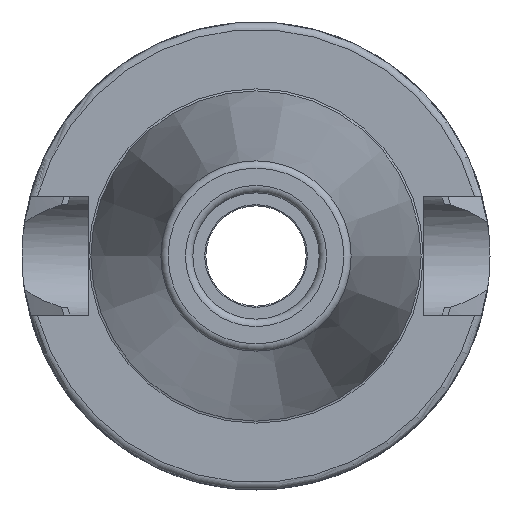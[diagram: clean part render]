
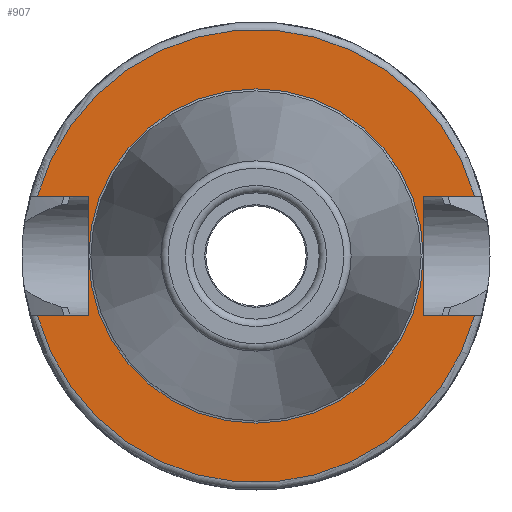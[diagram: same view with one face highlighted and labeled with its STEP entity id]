
A CAD part, left-side view. The second image highlights one B-rep face of the part: STEP entity #907.
In plain terms, the highlighted planar face has unit normal (-1, 0, 0).
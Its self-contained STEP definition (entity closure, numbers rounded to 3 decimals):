
#64=LINE('',#1596,#110);
#68=LINE('',#1604,#114);
#71=LINE('',#1624,#117);
#82=LINE('',#1724,#128);
#85=LINE('',#1745,#131);
#87=LINE('',#1748,#133);
#110=VECTOR('',#1177,10.);
#114=VECTOR('',#1183,10.);
#117=VECTOR('',#1188,10.);
#128=VECTOR('',#1243,10.);
#131=VECTOR('',#1248,10.);
#133=VECTOR('',#1252,10.);
#163=FACE_BOUND('',#286,.T.);
#179=PLANE('',#1035);
#224=FACE_OUTER_BOUND('',#285,.T.);
#285=EDGE_LOOP('',(#795,#796,#797,#798,#799,#800,#801,#802));
#286=EDGE_LOOP('',(#803));
#340=CIRCLE('',#1012,30.5);
#352=CIRCLE('',#1034,22.5);
#353=CIRCLE('',#1036,30.5);
#409=VERTEX_POINT('',#1584);
#410=VERTEX_POINT('',#1595);
#412=VERTEX_POINT('',#1601);
#413=VERTEX_POINT('',#1603);
#428=VERTEX_POINT('',#1684);
#435=VERTEX_POINT('',#1721);
#436=VERTEX_POINT('',#1723);
#440=VERTEX_POINT('',#1744);
#448=VERTEX_POINT('',#1774);
#511=EDGE_CURVE('',#410,#409,#64,.T.);
#515=EDGE_CURVE('',#413,#412,#68,.T.);
#520=EDGE_CURVE('',#412,#410,#71,.T.);
#540=EDGE_CURVE('',#413,#428,#340,.T.);
#550=EDGE_CURVE('',#436,#435,#82,.T.);
#555=EDGE_CURVE('',#440,#428,#85,.T.);
#557=EDGE_CURVE('',#435,#440,#87,.T.);
#571=EDGE_CURVE('',#448,#448,#352,.T.);
#572=EDGE_CURVE('',#436,#409,#353,.T.);
#795=ORIENTED_EDGE('',*,*,#511,.T.);
#796=ORIENTED_EDGE('',*,*,#572,.F.);
#797=ORIENTED_EDGE('',*,*,#550,.T.);
#798=ORIENTED_EDGE('',*,*,#557,.T.);
#799=ORIENTED_EDGE('',*,*,#555,.T.);
#800=ORIENTED_EDGE('',*,*,#540,.F.);
#801=ORIENTED_EDGE('',*,*,#515,.T.);
#802=ORIENTED_EDGE('',*,*,#520,.T.);
#803=ORIENTED_EDGE('',*,*,#571,.T.);
#907=ADVANCED_FACE('',(#224,#163),#179,.T.);
#1012=AXIS2_PLACEMENT_3D('',#1685,#1230,#1231);
#1034=AXIS2_PLACEMENT_3D('',#1776,#1288,#1289);
#1035=AXIS2_PLACEMENT_3D('',#1777,#1290,#1291);
#1036=AXIS2_PLACEMENT_3D('',#1778,#1292,#1293);
#1177=DIRECTION('',(0.,-1.,0.));
#1183=DIRECTION('',(0.,1.,0.));
#1188=DIRECTION('',(0.,0.,1.));
#1230=DIRECTION('center_axis',(1.,0.,0.));
#1231=DIRECTION('ref_axis',(0.,0.,-1.));
#1243=DIRECTION('',(0.,-1.,0.));
#1248=DIRECTION('',(0.,1.,0.));
#1252=DIRECTION('',(0.,0.,-1.));
#1288=DIRECTION('center_axis',(1.,0.,0.));
#1289=DIRECTION('ref_axis',(0.,0.,-1.));
#1290=DIRECTION('center_axis',(-1.,0.,0.));
#1291=DIRECTION('ref_axis',(0.,0.,1.));
#1292=DIRECTION('center_axis',(1.,0.,0.));
#1293=DIRECTION('ref_axis',(0.,0.,-1.));
#1584=CARTESIAN_POINT('',(2.,-29.418,8.05));
#1595=CARTESIAN_POINT('',(2.,-22.6,8.05));
#1596=CARTESIAN_POINT('',(2.,3.95,8.05));
#1601=CARTESIAN_POINT('',(2.,-22.6,-8.05));
#1603=CARTESIAN_POINT('',(2.,-29.418,-8.05));
#1604=CARTESIAN_POINT('',(2.,3.95,-8.05));
#1624=CARTESIAN_POINT('',(2.,-22.6,0.));
#1684=CARTESIAN_POINT('',(2.,29.418,-8.05));
#1685=CARTESIAN_POINT('Origin',(2.,0.,0.));
#1721=CARTESIAN_POINT('',(2.,22.6,8.05));
#1723=CARTESIAN_POINT('',(2.,29.418,8.05));
#1724=CARTESIAN_POINT('',(2.,26.55,8.05));
#1744=CARTESIAN_POINT('',(2.,22.6,-8.05));
#1745=CARTESIAN_POINT('',(2.,26.55,-8.05));
#1748=CARTESIAN_POINT('',(2.,22.6,0.));
#1774=CARTESIAN_POINT('',(2.,0.,22.5));
#1776=CARTESIAN_POINT('Origin',(2.,0.,0.));
#1777=CARTESIAN_POINT('Origin',(2.,30.5,0.));
#1778=CARTESIAN_POINT('Origin',(2.,0.,0.));
